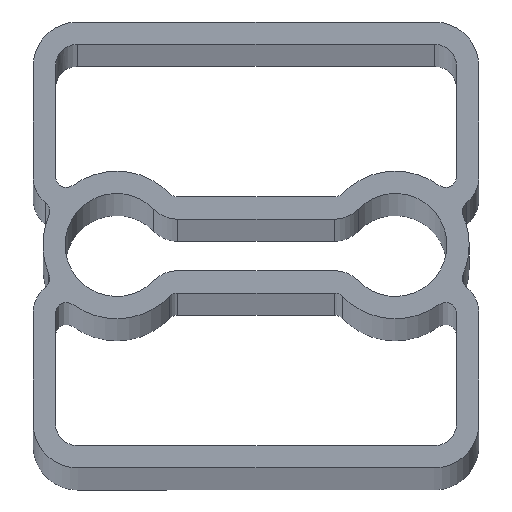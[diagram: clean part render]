
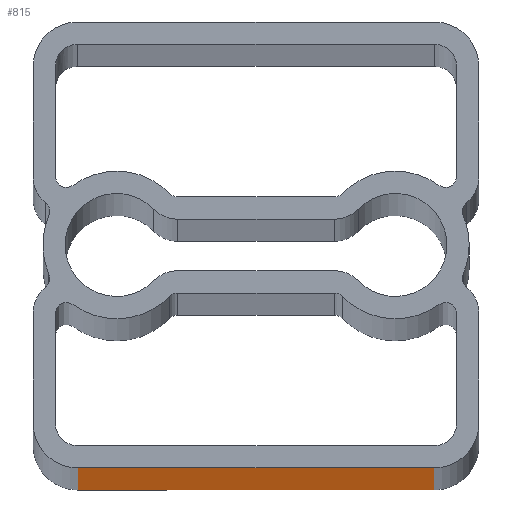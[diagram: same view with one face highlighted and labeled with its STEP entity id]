
A CAD part, top view. The second image highlights one B-rep face of the part: STEP entity #815.
In plain terms, the highlighted planar face has unit normal (0, -1, 0).
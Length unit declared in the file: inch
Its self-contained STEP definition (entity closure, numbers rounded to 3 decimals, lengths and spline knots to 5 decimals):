
#28 = DIRECTION ( 'NONE',  ( 0., 0., -1. ) ) ;
#31 = VERTEX_POINT ( 'NONE', #1187 ) ;
#35 = EDGE_CURVE ( 'NONE', #1035, #1976, #1008, .T. ) ;
#125 = DIRECTION ( 'NONE',  ( 0., 0., -1. ) ) ;
#234 = LINE ( 'NONE', #1729, #1911 ) ;
#307 = DIRECTION ( 'NONE',  ( 0., -1., 0. ) ) ;
#356 = DIRECTION ( 'NONE',  ( -1., 0., 0. ) ) ;
#419 = VECTOR ( 'NONE', #125, 39.37008 ) ;
#424 = LINE ( 'NONE', #1619, #419 ) ;
#588 = DIRECTION ( 'NONE',  ( 1., 0., 0. ) ) ;
#667 = ORIENTED_EDGE ( 'NONE', *, *, #2511, .T. ) ;
#695 = EDGE_CURVE ( 'NONE', #1035, #31, #1712, .T. ) ;
#780 = DIRECTION ( 'NONE',  ( 1., 0., 0. ) ) ;
#797 = CARTESIAN_POINT ( 'NONE',  ( -0.4, -0.5, 0. ) ) ;
#815 = ADVANCED_FACE ( 'NONE', ( #1085 ), #1394, .T. ) ;
#823 = ORIENTED_EDGE ( 'NONE', *, *, #35, .F. ) ;
#932 = VERTEX_POINT ( 'NONE', #797 ) ;
#1008 = LINE ( 'NONE', #1843, #1596 ) ;
#1035 = VERTEX_POINT ( 'NONE', #1310 ) ;
#1085 = FACE_OUTER_BOUND ( 'NONE', #2216, .T. ) ;
#1184 = CARTESIAN_POINT ( 'NONE',  ( 0.4, -0.5, 1. ) ) ;
#1187 = CARTESIAN_POINT ( 'NONE',  ( -0.4, -0.5, 28.375 ) ) ;
#1310 = CARTESIAN_POINT ( 'NONE',  ( 0.4, -0.5, 28.375 ) ) ;
#1394 = PLANE ( 'NONE',  #2319 ) ;
#1416 = ORIENTED_EDGE ( 'NONE', *, *, #1942, .T. ) ;
#1596 = VECTOR ( 'NONE', #28, 39.37008 ) ;
#1619 = CARTESIAN_POINT ( 'NONE',  ( -0.4, -0.5, 1. ) ) ;
#1671 = ORIENTED_EDGE ( 'NONE', *, *, #695, .T. ) ;
#1712 = LINE ( 'NONE', #1975, #2007 ) ;
#1729 = CARTESIAN_POINT ( 'NONE',  ( 0.4, -0.5, 0. ) ) ;
#1843 = CARTESIAN_POINT ( 'NONE',  ( 0.4, -0.5, 1. ) ) ;
#1911 = VECTOR ( 'NONE', #780, 39.37008 ) ;
#1942 = EDGE_CURVE ( 'NONE', #932, #1976, #234, .T. ) ;
#1975 = CARTESIAN_POINT ( 'NONE',  ( 0.4, -0.5, 28.375 ) ) ;
#1976 = VERTEX_POINT ( 'NONE', #2162 ) ;
#2007 = VECTOR ( 'NONE', #356, 39.37008 ) ;
#2162 = CARTESIAN_POINT ( 'NONE',  ( 0.4, -0.5, 0. ) ) ;
#2216 = EDGE_LOOP ( 'NONE', ( #1416, #823, #1671, #667 ) ) ;
#2319 = AXIS2_PLACEMENT_3D ( 'NONE', #1184, #307, #588 ) ;
#2511 = EDGE_CURVE ( 'NONE', #31, #932, #424, .T. ) ;
